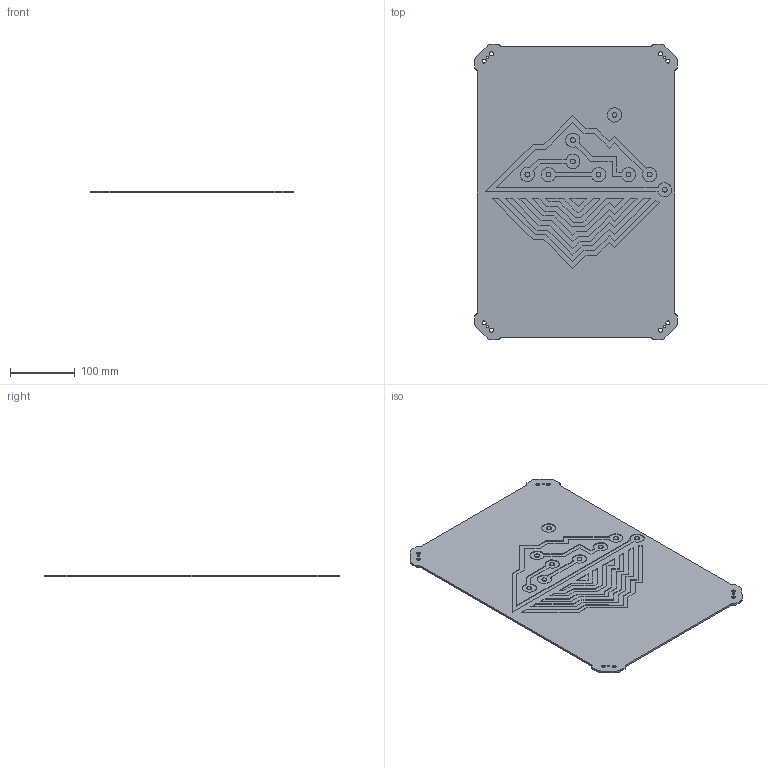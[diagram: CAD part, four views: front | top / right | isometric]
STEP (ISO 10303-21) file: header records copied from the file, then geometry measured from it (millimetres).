
FILE_DESCRIPTION (( 'STEP AP214' ), '1' );
FILE_NAME ('Electronics Box Cover.STEP', '2024-08-19T21:50:01', ( '' ), ( '' ), 'SwSTEP 2.0', 'SolidWorks 2024', '' );
FILE_SCHEMA (( 'AUTOMOTIVE_DESIGN' ));
Length unit declared in the file: millimetre
Products named in the file (1): Electronics Box Cover
Bounding box: 312.17 x 455.17 x 3 mm (x, y, z)
Volume: 390727.2 mm3; surface area: 281669.4 mm2
Topology: 1 solids, 1 shells, 323 faces, 903 edges, 602 vertices
Faces by surface type: plane 187, bspline 88, cylinder 48
Entity records: 10852 total; most frequent: CARTESIAN_POINT 2973, ORIENTED_EDGE 1806, DIRECTION 1295, EDGE_CURVE 903, VECTOR 631, LINE 631, VERTEX_POINT 602, EDGE_LOOP 367
